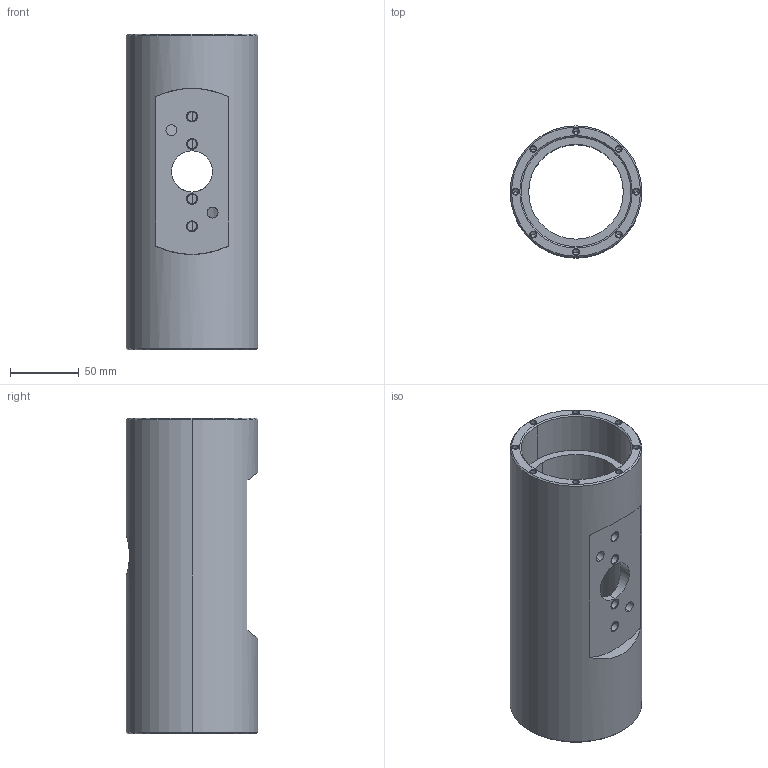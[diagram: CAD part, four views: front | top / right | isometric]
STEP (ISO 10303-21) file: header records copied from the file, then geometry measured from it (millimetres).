
FILE_DESCRIPTION((''),'2;1');
FILE_NAME('MOYEU_DC','2021-10-06T08:00:34',('laure'),(''),'CREO PARAMETRIC BY PTC INC, 2020281','CREO PARAMETRIC BY PTC INC, 2020281','');
FILE_SCHEMA(('CONFIG_CONTROL_DESIGN'));
Length unit declared in the file: millimetre
Products named in the file (1): MOYEU_DC
Bounding box: 96 x 96 x 230 mm (x, y, z)
Volume: 676727.5 mm3; surface area: 133103.8 mm2
Topology: 1 solids, 21 shells, 159 faces, 428 edges, 268 vertices
Faces by surface type: cylinder 98, cone 40, plane 21
Entity records: 5373 total; most frequent: CARTESIAN_POINT 1416, DIRECTION 880, ORIENTED_EDGE 704, EDGE_CURVE 396, AXIS2_PLACEMENT_3D 368, VERTEX_POINT 268, CIRCLE 208, EDGE_LOOP 206
